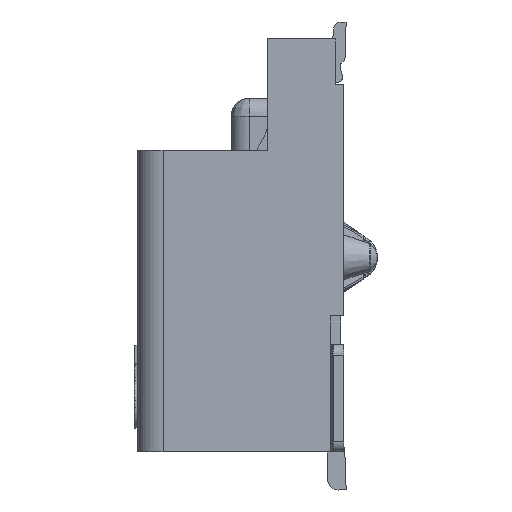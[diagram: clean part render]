
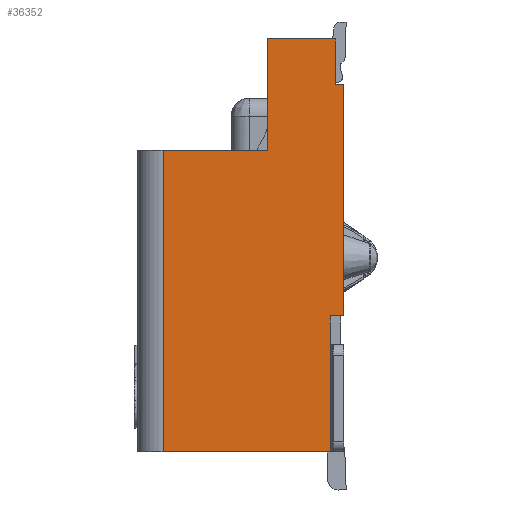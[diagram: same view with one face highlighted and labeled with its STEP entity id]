
A CAD part, left-side view. The second image highlights one B-rep face of the part: STEP entity #36352.
In plain terms, the highlighted planar face has unit normal (-1, 0, 0).
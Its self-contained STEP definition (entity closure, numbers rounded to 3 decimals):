
#54 = CARTESIAN_POINT ( 'NONE',  ( 19.05, 1.65, -11.95 ) ) ;
#117 = LINE ( 'NONE', #19163, #9988 ) ;
#1585 = ORIENTED_EDGE ( 'NONE', *, *, #3393, .F. ) ;
#1607 = VERTEX_POINT ( 'NONE', #1895 ) ;
#1895 = CARTESIAN_POINT ( 'NONE',  ( 19.05, 5.05, -6.18 ) ) ;
#1968 = ORIENTED_EDGE ( 'NONE', *, *, #41755, .T. ) ;
#2287 = CARTESIAN_POINT ( 'NONE',  ( 19.05, 3.05, -4.05 ) ) ;
#2406 = EDGE_CURVE ( 'NONE', #23477, #1607, #30941, .T. ) ;
#3393 = EDGE_CURVE ( 'NONE', #9791, #9762, #38670, .T. ) ;
#3813 = ORIENTED_EDGE ( 'NONE', *, *, #2406, .T. ) ;
#3940 = DIRECTION ( 'NONE',  ( 0., 0., -1. ) ) ;
#4261 = ORIENTED_EDGE ( 'NONE', *, *, #11592, .T. ) ;
#4320 = VERTEX_POINT ( 'NONE', #38861 ) ;
#5069 = DIRECTION ( 'NONE',  ( 0., 1., 0. ) ) ;
#5280 = VECTOR ( 'NONE', #37537, 1000. ) ;
#5855 = LINE ( 'NONE', #39285, #13208 ) ;
#7439 = DIRECTION ( 'NONE',  ( 0., 0., -1. ) ) ;
#7470 = CARTESIAN_POINT ( 'NONE',  ( 19.05, 1.85, -19.35 ) ) ;
#7747 = DIRECTION ( 'NONE',  ( 0., 0., -1. ) ) ;
#8185 = EDGE_CURVE ( 'NONE', #14693, #30364, #21689, .T. ) ;
#9762 = VERTEX_POINT ( 'NONE', #26281 ) ;
#9791 = VERTEX_POINT ( 'NONE', #23344 ) ;
#9988 = VECTOR ( 'NONE', #12747, 1000. ) ;
#10086 = CARTESIAN_POINT ( 'NONE',  ( 19.05, 5.05, -4.048 ) ) ;
#11320 = CARTESIAN_POINT ( 'NONE',  ( 19.05, 1.75, -4.05 ) ) ;
#11592 = EDGE_CURVE ( 'NONE', #1607, #9762, #25995, .T. ) ;
#11926 = VERTEX_POINT ( 'NONE', #2287 ) ;
#11998 = DIRECTION ( 'NONE',  ( -1., 0., 0. ) ) ;
#12280 = DIRECTION ( 'NONE',  ( 0., 0., 1. ) ) ;
#12635 = LINE ( 'NONE', #11320, #5280 ) ;
#12747 = DIRECTION ( 'NONE',  ( 0., -1., 0. ) ) ;
#13208 = VECTOR ( 'NONE', #42486, 1000. ) ;
#14328 = LINE ( 'NONE', #17765, #32058 ) ;
#14693 = VERTEX_POINT ( 'NONE', #27796 ) ;
#15026 = EDGE_CURVE ( 'NONE', #25935, #4320, #117, .T. ) ;
#15948 = FACE_OUTER_BOUND ( 'NONE', #32666, .T. ) ;
#17407 = AXIS2_PLACEMENT_3D ( 'NONE', #18562, #11998, #12280 ) ;
#17765 = CARTESIAN_POINT ( 'NONE',  ( 19.05, 3.05, -4.048 ) ) ;
#18428 = LINE ( 'NONE', #7470, #41240 ) ;
#18562 = CARTESIAN_POINT ( 'NONE',  ( 19.05, 3.05, -4.048 ) ) ;
#19114 = EDGE_CURVE ( 'NONE', #11926, #23477, #14328, .T. ) ;
#19163 = CARTESIAN_POINT ( 'NONE',  ( 19.05, 3.05, -9.35 ) ) ;
#19702 = ORIENTED_EDGE ( 'NONE', *, *, #8185, .T. ) ;
#19991 = EDGE_CURVE ( 'NONE', #14693, #4320, #5855, .T. ) ;
#21689 = LINE ( 'NONE', #41516, #42537 ) ;
#23344 = CARTESIAN_POINT ( 'NONE',  ( 19.05, 1.85, -11.95 ) ) ;
#23477 = VERTEX_POINT ( 'NONE', #36708 ) ;
#25814 = DIRECTION ( 'NONE',  ( 0., 1., 0. ) ) ;
#25935 = VERTEX_POINT ( 'NONE', #28364 ) ;
#25995 = LINE ( 'NONE', #10086, #27545 ) ;
#26281 = CARTESIAN_POINT ( 'NONE',  ( 19.05, 5.05, -11.95 ) ) ;
#26737 = CARTESIAN_POINT ( 'NONE',  ( 19.05, 1.75, -4.93 ) ) ;
#27545 = VECTOR ( 'NONE', #3940, 1000. ) ;
#27796 = CARTESIAN_POINT ( 'NONE',  ( 19.05, 1.6, -4.93 ) ) ;
#28364 = CARTESIAN_POINT ( 'NONE',  ( 19.05, 1.85, -9.35 ) ) ;
#28767 = ORIENTED_EDGE ( 'NONE', *, *, #19114, .T. ) ;
#29522 = EDGE_CURVE ( 'NONE', #30364, #41565, #12635, .T. ) ;
#29576 = CARTESIAN_POINT ( 'NONE',  ( 19.05, 3.05, -6.18 ) ) ;
#30364 = VERTEX_POINT ( 'NONE', #26737 ) ;
#30941 = LINE ( 'NONE', #29576, #40368 ) ;
#31919 = CARTESIAN_POINT ( 'NONE',  ( 19.05, 3.05, -4.05 ) ) ;
#32058 = VECTOR ( 'NONE', #7439, 1000. ) ;
#32666 = EDGE_LOOP ( 'NONE', ( #33433, #1968, #28767, #3813, #4261, #1585, #32956, #34490, #38105, #19702 ) ) ;
#32956 = ORIENTED_EDGE ( 'NONE', *, *, #41713, .F. ) ;
#33433 = ORIENTED_EDGE ( 'NONE', *, *, #29522, .T. ) ;
#34464 = VECTOR ( 'NONE', #40407, 1000. ) ;
#34490 = ORIENTED_EDGE ( 'NONE', *, *, #15026, .T. ) ;
#36352 = ADVANCED_FACE ( 'NONE', ( #15948 ), #42162, .T. ) ;
#36708 = CARTESIAN_POINT ( 'NONE',  ( 19.05, 3.05, -6.18 ) ) ;
#37535 = VECTOR ( 'NONE', #5069, 1000. ) ;
#37537 = DIRECTION ( 'NONE',  ( 0., 0., 1. ) ) ;
#38105 = ORIENTED_EDGE ( 'NONE', *, *, #19991, .F. ) ;
#38670 = LINE ( 'NONE', #54, #34464 ) ;
#38861 = CARTESIAN_POINT ( 'NONE',  ( 19.05, 1.6, -9.35 ) ) ;
#39285 = CARTESIAN_POINT ( 'NONE',  ( 19.05, 1.6, -9.35 ) ) ;
#39986 = CARTESIAN_POINT ( 'NONE',  ( 19.05, 1.75, -4.05 ) ) ;
#40368 = VECTOR ( 'NONE', #25814, 1000. ) ;
#40407 = DIRECTION ( 'NONE',  ( 0., 1., 0. ) ) ;
#41190 = LINE ( 'NONE', #31919, #37535 ) ;
#41240 = VECTOR ( 'NONE', #7747, 1000. ) ;
#41516 = CARTESIAN_POINT ( 'NONE',  ( 19.05, 3.05, -4.93 ) ) ;
#41565 = VERTEX_POINT ( 'NONE', #39986 ) ;
#41661 = DIRECTION ( 'NONE',  ( 0., 1., 0. ) ) ;
#41713 = EDGE_CURVE ( 'NONE', #25935, #9791, #18428, .T. ) ;
#41755 = EDGE_CURVE ( 'NONE', #41565, #11926, #41190, .T. ) ;
#42162 = PLANE ( 'NONE',  #17407 ) ;
#42486 = DIRECTION ( 'NONE',  ( 0., 0., -1. ) ) ;
#42537 = VECTOR ( 'NONE', #41661, 1000. ) ;
